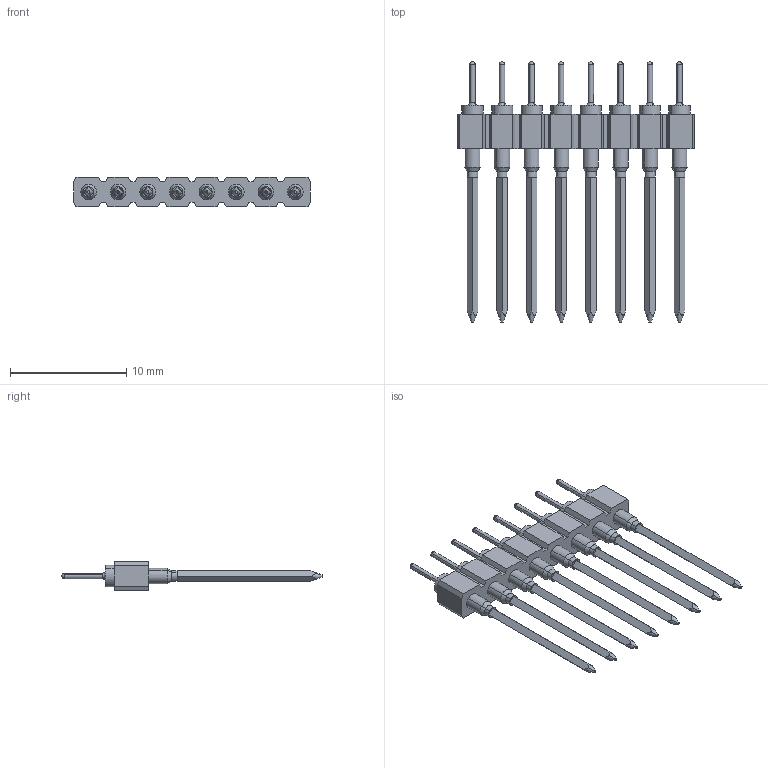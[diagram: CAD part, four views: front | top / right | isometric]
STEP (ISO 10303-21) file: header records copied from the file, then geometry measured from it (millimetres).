
FILE_DESCRIPTION(('STEP AP214'),'1');
FILE_NAME('pcb_connector_353-10-108-00-001101.stp','2015-04-10T03:43:17',('TraceParts'),('TraceParts S.A.'),'XStep 1.0',' ',' ');
FILE_SCHEMA(('automotive_design'));
Length unit declared in the file: millimetre
Products named in the file (1): 1
Bounding box: 20.32 x 22.36 x 2.54 mm (x, y, z)
Volume: 225.6 mm3; surface area: 642.3 mm2
Topology: 1 solids, 1 shells, 258 faces, 656 edges, 432 vertices
Faces by surface type: plane 130, cylinder 64, torus 32, cone 32
Entity records: 15320 total; most frequent: CARTESIAN_POINT 1443, DIRECTION 1382, STYLED_ITEM 1346, PRESENTATION_STYLE_ASSIGNMENT 1346, COLOUR_RGB 1346, ORIENTED_EDGE 1312, EDGE_CURVE 656, CURVE_STYLE 656
